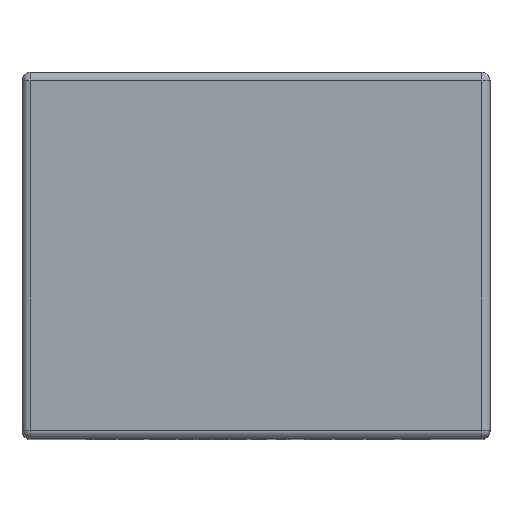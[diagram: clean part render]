
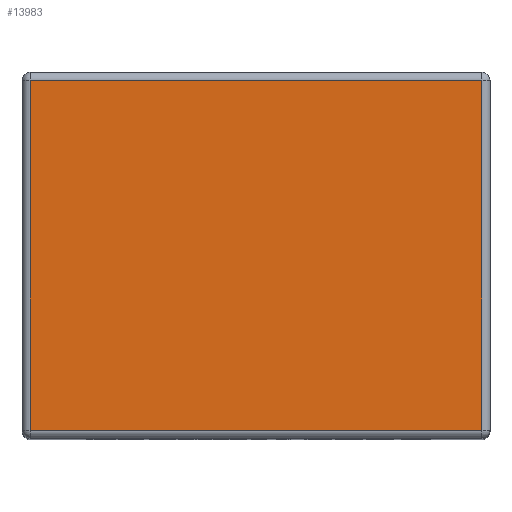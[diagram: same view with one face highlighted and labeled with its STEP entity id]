
A CAD part, top view. The second image highlights one B-rep face of the part: STEP entity #13983.
In plain terms, the highlighted planar face has unit normal (0, 0, 1).
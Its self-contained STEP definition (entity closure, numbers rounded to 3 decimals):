
#318 = CARTESIAN_POINT ( 'NONE',  ( -5.55, -4.5, 8.75 ) ) ;
#734 = CARTESIAN_POINT ( 'NONE',  ( 5.75, -4.3, 8.75 ) ) ;
#781 = VERTEX_POINT ( 'NONE', #13343 ) ;
#870 = ORIENTED_EDGE ( 'NONE', *, *, #17087, .T. ) ;
#1784 = VECTOR ( 'NONE', #3851, 1000. ) ;
#2684 = DIRECTION ( 'NONE',  ( 1., 0., 0. ) ) ;
#2715 = VERTEX_POINT ( 'NONE', #18242 ) ;
#3851 = DIRECTION ( 'NONE',  ( -1., 0., 0. ) ) ;
#4915 = EDGE_CURVE ( 'NONE', #781, #2715, #10078, .T. ) ;
#5654 = EDGE_LOOP ( 'NONE', ( #7271, #870, #11081, #19768 ) ) ;
#5823 = DIRECTION ( 'NONE',  ( 0., -1., 0. ) ) ;
#5936 = LINE ( 'NONE', #12976, #17417 ) ;
#7025 = PLANE ( 'NONE',  #14640 ) ;
#7271 = ORIENTED_EDGE ( 'NONE', *, *, #4915, .T. ) ;
#7744 = DIRECTION ( 'NONE',  ( 1., 0., 0. ) ) ;
#9525 = VECTOR ( 'NONE', #2684, 1000. ) ;
#10078 = LINE ( 'NONE', #11366, #1784 ) ;
#10180 = LINE ( 'NONE', #734, #9525 ) ;
#10449 = CARTESIAN_POINT ( 'NONE',  ( -5.55, -4.3, 8.75 ) ) ;
#10733 = VECTOR ( 'NONE', #5823, 1000. ) ;
#11081 = ORIENTED_EDGE ( 'NONE', *, *, #23170, .T. ) ;
#11110 = FACE_OUTER_BOUND ( 'NONE', #5654, .T. ) ;
#11241 = DIRECTION ( 'NONE',  ( 0., 0., 1. ) ) ;
#11366 = CARTESIAN_POINT ( 'NONE',  ( -5.75, 4.3, 8.75 ) ) ;
#12976 = CARTESIAN_POINT ( 'NONE',  ( 5.55, 4.5, 8.75 ) ) ;
#13343 = CARTESIAN_POINT ( 'NONE',  ( 5.55, 4.3, 8.75 ) ) ;
#13983 = ADVANCED_FACE ( 'NONE', ( #11110 ), #7025, .T. ) ;
#14640 = AXIS2_PLACEMENT_3D ( 'NONE', #14873, #11241, #7744 ) ;
#14873 = CARTESIAN_POINT ( 'NONE',  ( 0., 0., 8.75 ) ) ;
#15367 = LINE ( 'NONE', #318, #10733 ) ;
#17087 = EDGE_CURVE ( 'NONE', #2715, #20750, #15367, .T. ) ;
#17417 = VECTOR ( 'NONE', #20797, 1000. ) ;
#18162 = EDGE_CURVE ( 'NONE', #21251, #781, #5936, .T. ) ;
#18242 = CARTESIAN_POINT ( 'NONE',  ( -5.55, 4.3, 8.75 ) ) ;
#19768 = ORIENTED_EDGE ( 'NONE', *, *, #18162, .T. ) ;
#20572 = CARTESIAN_POINT ( 'NONE',  ( 5.55, -4.3, 8.75 ) ) ;
#20750 = VERTEX_POINT ( 'NONE', #10449 ) ;
#20797 = DIRECTION ( 'NONE',  ( 0., 1., 0. ) ) ;
#21251 = VERTEX_POINT ( 'NONE', #20572 ) ;
#23170 = EDGE_CURVE ( 'NONE', #20750, #21251, #10180, .T. ) ;
